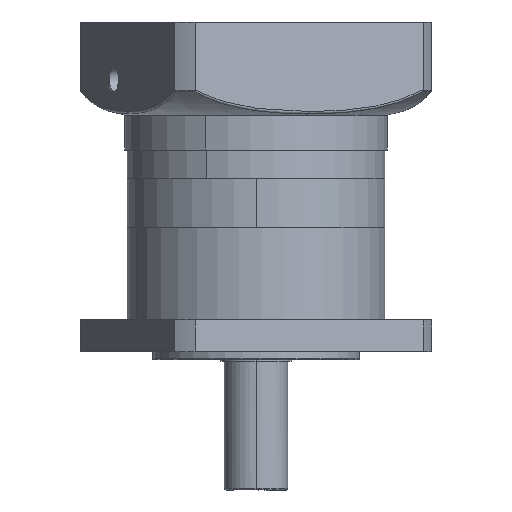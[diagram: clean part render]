
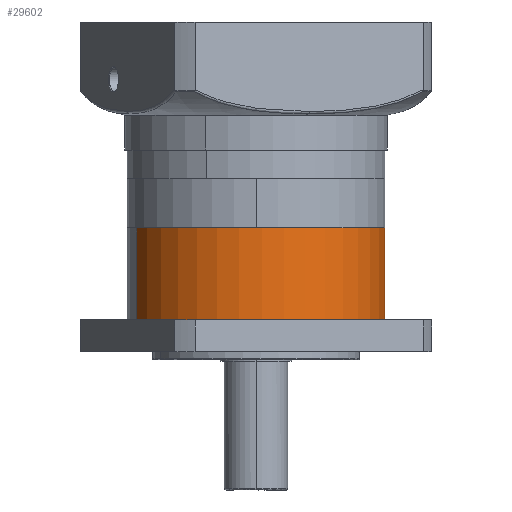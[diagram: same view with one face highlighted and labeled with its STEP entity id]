
A CAD part, left-side view. The second image highlights one B-rep face of the part: STEP entity #29602.
In plain terms, the highlighted cylindrical face has radius 81 mm (diameter 162 mm), a partial arc.
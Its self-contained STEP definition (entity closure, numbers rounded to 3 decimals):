
#617 = LINE ( 'NONE', #31250, #6474 ) ;
#1024 = CIRCLE ( 'NONE', #10722, 81. ) ;
#1678 = EDGE_CURVE ( 'NONE', #25706, #23382, #22269, .T. ) ;
#2768 = CARTESIAN_POINT ( 'NONE',  ( 0., 0., 77.75 ) ) ;
#3034 = CARTESIAN_POINT ( 'NONE',  ( 0., 0., 81.888 ) ) ;
#3081 = AXIS2_PLACEMENT_3D ( 'NONE', #3034, #5551, #7940 ) ;
#5287 = DIRECTION ( 'NONE',  ( -1., 0., 0. ) ) ;
#5551 = DIRECTION ( 'NONE',  ( 0., 0., -1. ) ) ;
#6463 = AXIS2_PLACEMENT_3D ( 'NONE', #13353, #30686, #15888 ) ;
#6474 = VECTOR ( 'NONE', #26273, 1000. ) ;
#7363 = ORIENTED_EDGE ( 'NONE', *, *, #18215, .F. ) ;
#7940 = DIRECTION ( 'NONE',  ( -1., 0., 0. ) ) ;
#9004 = CIRCLE ( 'NONE', #6463, 81. ) ;
#10166 = EDGE_CURVE ( 'NONE', #23382, #25586, #9004, .T. ) ;
#10722 = AXIS2_PLACEMENT_3D ( 'NONE', #2768, #20313, #5287 ) ;
#11247 = VERTEX_POINT ( 'NONE', #18758 ) ;
#13353 = CARTESIAN_POINT ( 'NONE',  ( 0., 0., 20. ) ) ;
#15180 = CARTESIAN_POINT ( 'NONE',  ( 81., 0., 20. ) ) ;
#15888 = DIRECTION ( 'NONE',  ( -1., 0., 0. ) ) ;
#17871 = EDGE_CURVE ( 'NONE', #11247, #25706, #1024, .T. ) ;
#18215 = EDGE_CURVE ( 'NONE', #11247, #25586, #617, .T. ) ;
#18252 = ORIENTED_EDGE ( 'NONE', *, *, #17871, .T. ) ;
#18758 = CARTESIAN_POINT ( 'NONE',  ( -81., 0., 77.75 ) ) ;
#19336 = CYLINDRICAL_SURFACE ( 'NONE', #3081, 81. ) ;
#20120 = FACE_OUTER_BOUND ( 'NONE', #30982, .T. ) ;
#20313 = DIRECTION ( 'NONE',  ( 0., 0., -1. ) ) ;
#21784 = CARTESIAN_POINT ( 'NONE',  ( -81., 0., 20. ) ) ;
#22269 = LINE ( 'NONE', #27965, #23781 ) ;
#22351 = CARTESIAN_POINT ( 'NONE',  ( 81., 0., 77.75 ) ) ;
#23382 = VERTEX_POINT ( 'NONE', #15180 ) ;
#23781 = VECTOR ( 'NONE', #27935, 1000. ) ;
#25586 = VERTEX_POINT ( 'NONE', #21784 ) ;
#25706 = VERTEX_POINT ( 'NONE', #22351 ) ;
#26273 = DIRECTION ( 'NONE',  ( 0., 0., -1. ) ) ;
#27935 = DIRECTION ( 'NONE',  ( 0., 0., -1. ) ) ;
#27965 = CARTESIAN_POINT ( 'NONE',  ( 81., 0., 81.888 ) ) ;
#29602 = ADVANCED_FACE ( 'NONE', ( #20120 ), #19336, .T. ) ;
#30117 = ORIENTED_EDGE ( 'NONE', *, *, #10166, .T. ) ;
#30478 = ORIENTED_EDGE ( 'NONE', *, *, #1678, .T. ) ;
#30686 = DIRECTION ( 'NONE',  ( 0., 0., 1. ) ) ;
#30982 = EDGE_LOOP ( 'NONE', ( #18252, #30478, #30117, #7363 ) ) ;
#31250 = CARTESIAN_POINT ( 'NONE',  ( -81., 0., 81.888 ) ) ;
